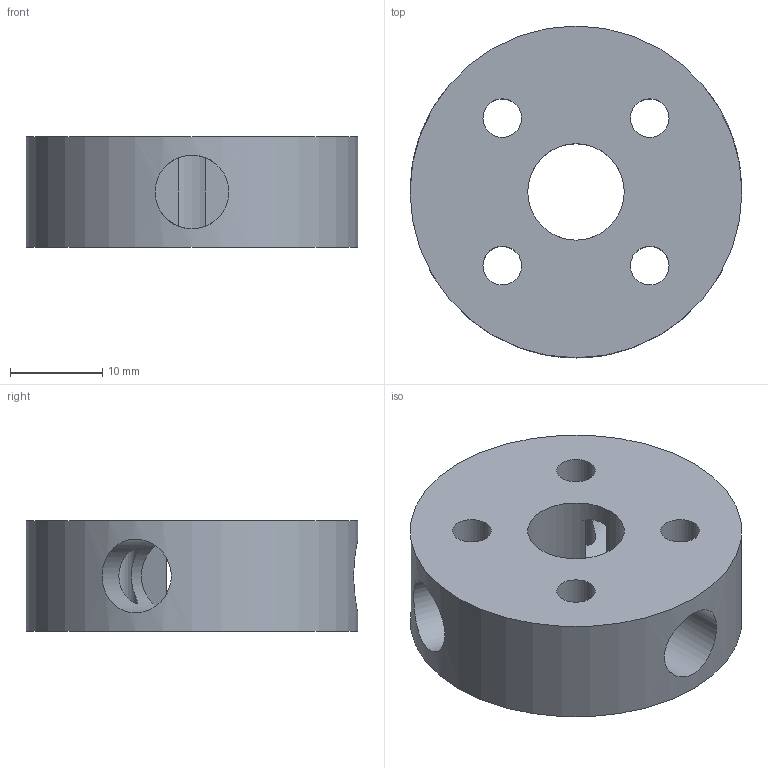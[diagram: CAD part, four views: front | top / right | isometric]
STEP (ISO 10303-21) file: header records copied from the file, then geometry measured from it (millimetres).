
FILE_DESCRIPTION(/* description */ ('STEP AP242','CAx-IF Rec.Pracs.---Representation and Presentation of Product Manufacturing Information (PMI)---4.0---2014-10-13','CAx-IF Rec.Pracs.---3D Tessellated Geometry---0.4---2014-09-14','2;1'),/* implementation_level */ '2;1');
FILE_NAME(/* name */ '62c5b88042fdc15cd1936d36',/* time_stamp */ '2022-07-06T16:29:53+00:00',/* author */ (''),/* organization */ (''),/* preprocessor_version */ 'ST-DEVELOPER v18.102',/* originating_system */ ' ',/* authorisation */ ' ');
FILE_SCHEMA (('AP242_MANAGED_MODEL_BASED_3D_ENGINEERING_MIM_LF { 1 0 10303 442 1 1 4 }'));
Length unit declared in the file: metre
Products named in the file (1): 1309-0016-1006
Bounding box: 36 x 36 x 12 mm (x, y, z)
Volume: 8621.2 mm3; surface area: 4884.9 mm2
Topology: 1 solids, 1 shells, 17 faces, 49 edges, 33 vertices
Faces by surface type: cylinder 9, plane 8
Full cylindrical faces by diameter (mm): 4.2 x4, 8 x3, 10.465 x1, 36 x1
Entity records: 609 total; most frequent: CARTESIAN_POINT 168, DIRECTION 78, ORIENTED_EDGE 70, EDGE_LOOP 46, FACE_BOUND 46, AXIS2_PLACEMENT_3D 36, EDGE_CURVE 35, VERTEX_POINT 29
